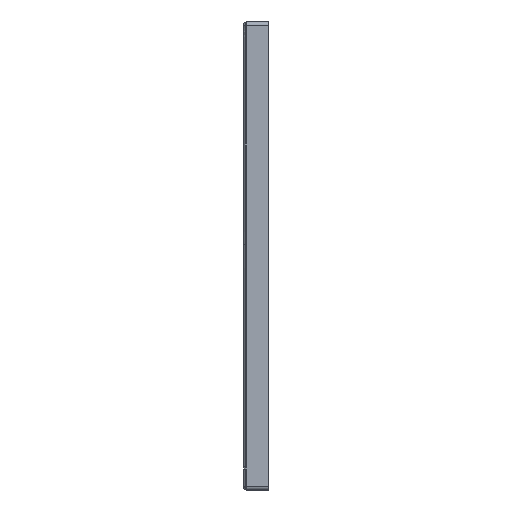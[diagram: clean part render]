
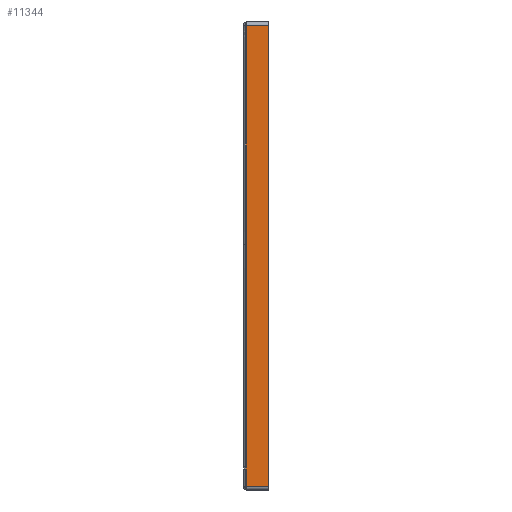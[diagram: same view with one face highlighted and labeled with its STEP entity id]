
A CAD part, left-side view. The second image highlights one B-rep face of the part: STEP entity #11344.
In plain terms, the highlighted planar face has unit normal (-1, 0, 0).
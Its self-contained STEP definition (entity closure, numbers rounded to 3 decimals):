
#2861=CARTESIAN_POINT('',(-700.,-5.145,45.));
#2862=CARTESIAN_POINT('',(-700.,-5.145,
48.795));
#2863=CARTESIAN_POINT('',(-700.,-5.145,
56.755));
#2864=CARTESIAN_POINT('',(-700.,-5.144,70.019));
#2865=CARTESIAN_POINT('',(-700.,-5.144,83.959));
#2866=CARTESIAN_POINT('',(-700.,-5.143,98.134));
#2867=CARTESIAN_POINT('',(-700.,-5.141,114.029));
#2868=CARTESIAN_POINT('',(-700.,-5.14,129.039));
#2869=CARTESIAN_POINT('',(-700.,-5.138,143.662));
#2870=CARTESIAN_POINT('',(-700.,-5.136,157.679));
#2871=CARTESIAN_POINT('',(-700.,-5.134,171.283));
#2872=CARTESIAN_POINT('',(-700.,-5.132,184.339));
#2873=CARTESIAN_POINT('',(-700.,-5.13,197.415));
#2874=CARTESIAN_POINT('',(-700.,-5.127,208.274));
#2875=CARTESIAN_POINT('',(-700.,-5.125,219.928));
#2876=CARTESIAN_POINT('',(-700.,-5.123,232.573));
#2877=CARTESIAN_POINT('',(-700.,-5.12,245.864));
#2878=CARTESIAN_POINT('',(-700.,-5.117,260.775));
#2879=CARTESIAN_POINT('',(-700.,-5.113,274.757));
#2880=CARTESIAN_POINT('',(-700.,-5.11,289.388));
#2881=CARTESIAN_POINT('',(-700.,-5.106,303.965));
#2882=CARTESIAN_POINT('',(-700.,-5.103,317.971));
#2883=CARTESIAN_POINT('',(-700.,-5.099,333.046));
#2884=CARTESIAN_POINT('',(-700.,-5.096,347.854));
#2885=CARTESIAN_POINT('',(-700.,-5.092,363.447));
#2886=CARTESIAN_POINT('',(-700.,-5.088,378.415));
#2887=CARTESIAN_POINT('',(-700.,-5.084,393.673));
#2888=CARTESIAN_POINT('',(-700.,-5.08,408.753));
#2889=CARTESIAN_POINT('',(-700.,-5.076,423.982));
#2890=CARTESIAN_POINT('',(-700.,-5.072,439.871));
#2891=CARTESIAN_POINT('',(-700.,-5.068,
455.525));
#2892=CARTESIAN_POINT('',(-700.,-5.065,
466.758));
#2893=CARTESIAN_POINT('',(-700.,-5.064,472.495));
#2895=CARTESIAN_POINT('',(-700.,-5.064,472.495));
#2896=CARTESIAN_POINT('',(-700.,-5.059,491.55));
#2897=CARTESIAN_POINT('',(-700.,-5.05,527.893));
#2898=CARTESIAN_POINT('',(-700.,-5.039,580.319));
#2899=CARTESIAN_POINT('',(-700.,-5.029,629.081));
#2900=CARTESIAN_POINT('',(-700.,-5.02,675.467));
#2901=CARTESIAN_POINT('',(-700.,-5.013,719.882));
#2902=CARTESIAN_POINT('',(-700.,-5.008,761.704));
#2903=CARTESIAN_POINT('',(-700.,-5.004,799.918));
#2904=CARTESIAN_POINT('',(-700.,-5.002,833.915));
#2905=CARTESIAN_POINT('',(-700.,-5.001,864.443));
#2906=CARTESIAN_POINT('',(-700.,-5.,883.67));
#2907=CARTESIAN_POINT('',(-700.,-5.,893.));
#2909=DIRECTION('',(0.,0.,-1.));
#2910=VECTOR('',#2909,886.);
#2911=CARTESIAN_POINT('',(-700.,-48.,893.));
#2912=LINE('',#2911,#2910);
#2913=DIRECTION('',(0.,1.,0.));
#2914=VECTOR('',#2913,42.975);
#2915=CARTESIAN_POINT('',(-700.,-48.,7.));
#2916=LINE('',#2915,#2914);
#2917=DIRECTION('',(0.,-0.004,1.));
#2918=VECTOR('',#2917,32.991);
#2919=CARTESIAN_POINT('',(-700.,-5.025,
7.));
#2920=LINE('',#2919,#2918);
#2930=DIRECTION('',(0.,0.,-1.));
#2931=VECTOR('',#2930,5.009);
#2932=CARTESIAN_POINT('',(-700.,-5.145,45.));
#2933=LINE('',#2932,#2931);
#3536=DIRECTION('',(0.,1.,0.));
#3537=VECTOR('',#3536,43.);
#3538=CARTESIAN_POINT('',(-700.,-48.,893.));
#3539=LINE('',#3538,#3537);
#6326=CARTESIAN_POINT('',(-700.,-48.,893.));
#6327=CARTESIAN_POINT('',(-700.,-48.,7.));
#6328=VERTEX_POINT('',#6326);
#6329=VERTEX_POINT('',#6327);
#6350=CARTESIAN_POINT('',(-700.,-5.145,45.));
#6351=CARTESIAN_POINT('',(-700.,-5.145,
39.991));
#6352=VERTEX_POINT('',#6350);
#6353=VERTEX_POINT('',#6351);
#6354=VERTEX_POINT('',#2893);
#6355=VERTEX_POINT('',#2907);
#6356=CARTESIAN_POINT('',(-700.,-5.025,
7.));
#6357=VERTEX_POINT('',#6356);
#11324=CARTESIAN_POINT('',(-700.,0.,0.));
#11325=DIRECTION('',(-1.,0.,0.));
#11326=DIRECTION('',(0.,0.,1.));
#11327=AXIS2_PLACEMENT_3D('',#11324,#11325,#11326);
#11328=PLANE('',#11327);
#11330=ORIENTED_EDGE('',*,*,#11329,.F.);
#11332=ORIENTED_EDGE('',*,*,#11331,.T.);
#11334=ORIENTED_EDGE('',*,*,#11333,.T.);
#11336=ORIENTED_EDGE('',*,*,#11335,.F.);
#11337=ORIENTED_EDGE('',*,*,#11290,.T.);
#11339=ORIENTED_EDGE('',*,*,#11338,.T.);
#11341=ORIENTED_EDGE('',*,*,#11340,.T.);
#11342=EDGE_LOOP('',(#11330,#11332,#11334,#11336,#11337,#11339,#11341));
#11343=FACE_OUTER_BOUND('',#11342,.F.);
#11344=ADVANCED_FACE('',(#11343),#11328,.T.);
#2894=B_SPLINE_CURVE_WITH_KNOTS('',3,(#2861,#2862,#2863,#2864,#2865,#2866,#2867,
#2868,#2869,#2870,#2871,#2872,#2873,#2874,#2875,#2876,#2877,#2878,#2879,#2880,
#2881,#2882,#2883,#2884,#2885,#2886,#2887,#2888,#2889,#2890,#2891,#2892,#2893),
.UNSPECIFIED.,.F.,.F.,(4,1,1,1,1,1,1,1,1,1,1,1,1,1,1,1,1,1,1,1,1,1,1,1,1,1,1,1,
1,1,4),(0.,0.033,0.067,0.1,0.133,
0.167,0.2,0.233,0.267,0.3,
0.333,0.367,0.4,0.433,0.467,
0.5,0.533,0.567,0.6,0.633,
0.667,0.7,0.733,0.767,0.8,
0.833,0.867,0.9,0.933,0.967,
1.),.UNSPECIFIED.);
#2908=B_SPLINE_CURVE_WITH_KNOTS('',3,(#2895,#2896,#2897,#2898,#2899,#2900,#2901,
#2902,#2903,#2904,#2905,#2906,#2907),.UNSPECIFIED.,.F.,.F.,(4,1,1,1,1,1,1,1,1,1,
4),(0.,0.136,0.259,0.374,
0.484,0.59,0.691,0.782,
0.863,0.933,1.),.UNSPECIFIED.);
#11290=EDGE_CURVE('',#6328,#6329,#2912,.T.);
#11329=EDGE_CURVE('',#6352,#6353,#2933,.T.);
#11331=EDGE_CURVE('',#6352,#6354,#2894,.T.);
#11333=EDGE_CURVE('',#6354,#6355,#2908,.T.);
#11335=EDGE_CURVE('',#6328,#6355,#3539,.T.);
#11338=EDGE_CURVE('',#6329,#6357,#2916,.T.);
#11340=EDGE_CURVE('',#6357,#6353,#2920,.T.);
